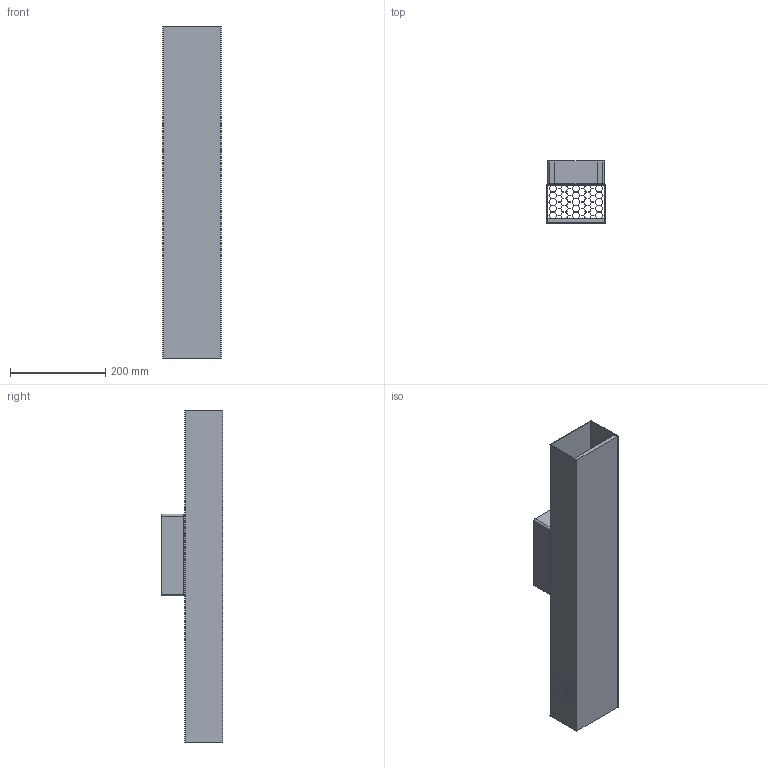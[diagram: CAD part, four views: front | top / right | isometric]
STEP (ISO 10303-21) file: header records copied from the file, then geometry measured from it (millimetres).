
FILE_DESCRIPTION(/* description */ (''),/* implementation_level */ '2;1');
FILE_NAME(/* name */ 'assembly.step',/* time_stamp */ '2023-08-18T14:06:34+02:00',/* author */ (''),/* organization */ (''),/* preprocessor_version */ 'ST-DEVELOPER v19.2',/* originating_system */ 'Autodesk Translation Framework v12.4.0.73',/* authorisation */ '');
FILE_SCHEMA (('AUTOMOTIVE_DESIGN { 1 0 10303 214 3 1 1 }'));
Length unit declared in the file: millimetre
Products named in the file (8): Student-helper_model; Baseplate; Housing; Spacer; Heatsink; Tower; Glass wall; Honeycomb
Assembly tree (7 placements, depth 2):
  Student-helper_model
    Baseplate
    Housing
    Spacer
    Heatsink
    Tower
    Glass wall
    Honeycomb
Bounding box: 124 x 129.55 x 698 mm (x, y, z)
Volume: 1262197.1 mm3; surface area: 829810.6 mm2
Topology: 7 solids, 7 shells, 592 faces, 1658 edges, 1092 vertices
Faces by surface type: plane 498, cylinder 84, cone 6, bspline 4
Full cylindrical faces by diameter (mm): 1 x4, 1.5 x1, 2.4 x17, 2.9 x4, 3.4 x4, 4.5 x2, 5.5 x2, 6.5 x4
Entity records: 19416 total; most frequent: CARTESIAN_POINT 3524, ORIENTED_EDGE 3312, DIRECTION 3048, EDGE_CURVE 1656, LINE 1452, VECTOR 1452, VERTEX_POINT 1092, AXIS2_PLACEMENT_3D 798
